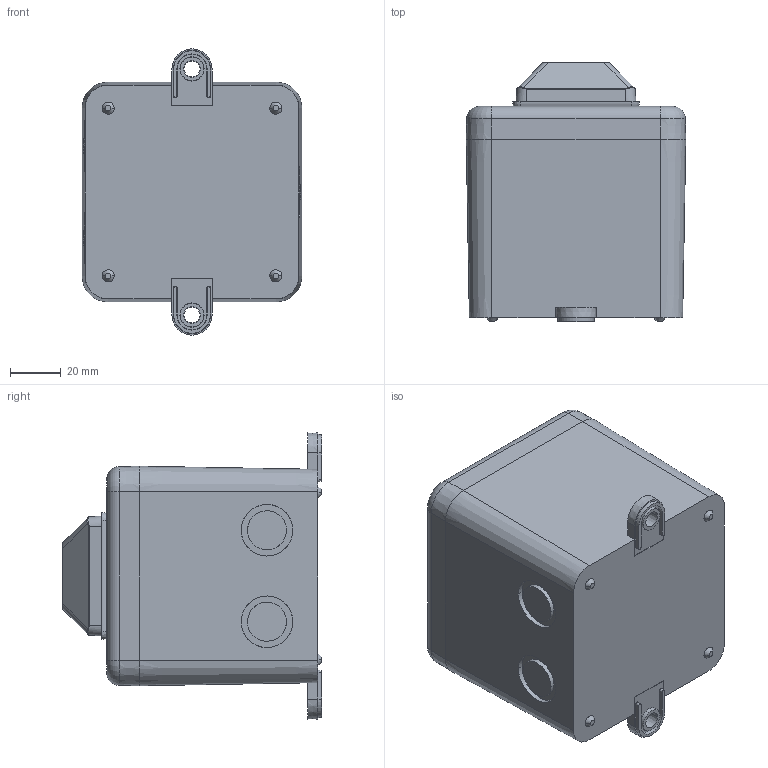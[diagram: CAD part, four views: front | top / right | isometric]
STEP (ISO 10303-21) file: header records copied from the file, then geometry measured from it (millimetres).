
FILE_DESCRIPTION (( 'STEP AP203' ), '1' );
FILE_NAME ('D246-05-201-3D_Issue_A AC_defeature.STEP', '2023-03-13T15:17:09', ( '' ), ( '' ), 'SwSTEP 2.0', 'SolidWorks 2022', '' );
FILE_SCHEMA (( 'CONFIG_CONTROL_DESIGN' ));
Length unit declared in the file: millimetre
Products named in the file (1): D246-05-201-3D_Issue_A AC_defeature
Bounding box: 86.4 x 102 x 112.62 mm (x, y, z)
Volume: 574443 mm3; surface area: 62704.4 mm2
Topology: 2 solids, 3 shells, 419 faces, 1054 edges, 647 vertices
Faces by surface type: plane 144, cylinder 132, cone 61, bspline 60, torus 16, sphere 6
Entity records: 14242 total; most frequent: CARTESIAN_POINT 5069, ORIENTED_EDGE 2078, DIRECTION 1714, EDGE_CURVE 1039, VERTEX_POINT 647, AXIS2_PLACEMENT_3D 627, LINE 460, VECTOR 460
